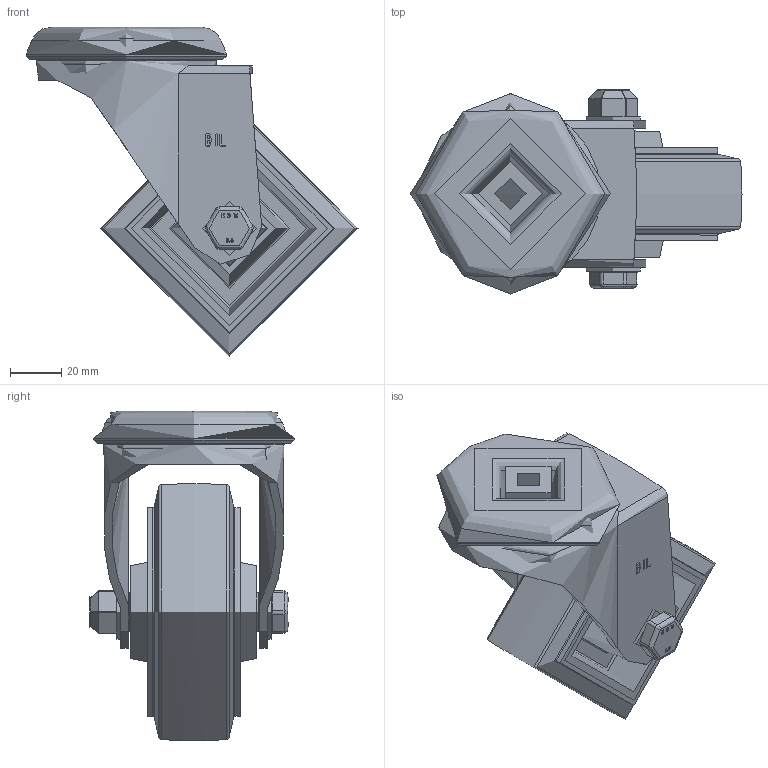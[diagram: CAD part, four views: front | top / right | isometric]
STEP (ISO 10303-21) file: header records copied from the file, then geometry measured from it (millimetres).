
FILE_DESCRIPTION(/* description */ (''),/* implementation_level */ '2;1');
FILE_NAME(/* name */ 'BLKH100SRNBBH12BLK.step',/* time_stamp */ '2024-06-07T15:52:36+01:00',/* author */ (''),/* organization */ (''),/* preprocessor_version */ 'ST-DEVELOPER v20',/* originating_system */ 'Autodesk Translation Framework v13.14.0.145',/* authorisation */ '');
FILE_SCHEMA (('AUTOMOTIVE_DESIGN { 1 0 10303 214 3 1 1 }'));
Length unit declared in the file: millimetre
Products named in the file (23): BLKH100SRNBBH12/BLK; BLKH100ASBH12 v1; BLACK PAINTED, PRESSED STEEL TOP HEAD; BLACK PAINTED, PRESSED STEEL TOP HEAD Geometry; BOLT HOLE; BLACK PAINTED, PRESSED STEEL FORKS; BZH100WSRNRB15BLK v1; 65 SHORE A ELASTIC RUBBER TYRE; NYLON RIM; ROLLER BEARING; CAGE; RIBS; Component4; TUBEM15X50 v1; ZINC PLATED AXLE TUBE; WM10X21X1BLK v1; BLACK ZINC WASHER; WM10X21X1BLK v1 (1); BLACK ZINC WASHER (1); BOLTM10X70BLK v2; GRADE 8.8 BLACK PAINTED BOLT; NM10STOVERNUT v1; STOVER LOCKING NUT
Assembly tree (29 placements, depth 5):
  BLKH100SRNBBH12/BLK
    BLKH100ASBH12 v1
      BLACK PAINTED, PRESSED STEEL TOP HEAD
        BLACK PAINTED, PRESSED STEEL TOP HEAD Geometry
        BOLT HOLE
      BLACK PAINTED, PRESSED STEEL FORKS
    BZH100WSRNRB15BLK v1
      65 SHORE A ELASTIC RUBBER TYRE
      NYLON RIM
      ROLLER BEARING
        CAGE
        RIBS
          Component4  x8
    TUBEM15X50 v1
      ZINC PLATED AXLE TUBE
    WM10X21X1BLK v1
      BLACK ZINC WASHER
    WM10X21X1BLK v1 (1)
      BLACK ZINC WASHER (1)
    BOLTM10X70BLK v2
      GRADE 8.8 BLACK PAINTED BOLT
    NM10STOVERNUT v1
      STOVER LOCKING NUT
Bounding box: 129 x 79.5 x 127.95 mm (x, y, z)
Volume: 279128.9 mm3; surface area: 122479.8 mm2
Topology: 19 solids, 19 shells, 519 faces, 1292 edges, 821 vertices
Faces by surface type: plane 273, cylinder 132, bspline 63, torus 25, cone 14, sphere 12
Full cylindrical faces by diameter (mm): 4 x8, 8.141 x18, 9.85 x18, 10 x2, 10.2 x2, 10.5 x3, 12.2 x1, 15 x2, 16 x1, 21 x2, 22.5 x2, 22.75 x1, 23 x1, 25 x1, 28.745 x1, 30 x2, 53.5 x1, 64 x1, 70 x1, 76 x2, 81 x2
Entity records: 27436 total; most frequent: CARTESIAN_POINT 14994, ORIENTED_EDGE 2534, DIRECTION 2388, EDGE_CURVE 1267, AXIS2_PLACEMENT_3D 872, VERTEX_POINT 807, LINE 644, VECTOR 644
